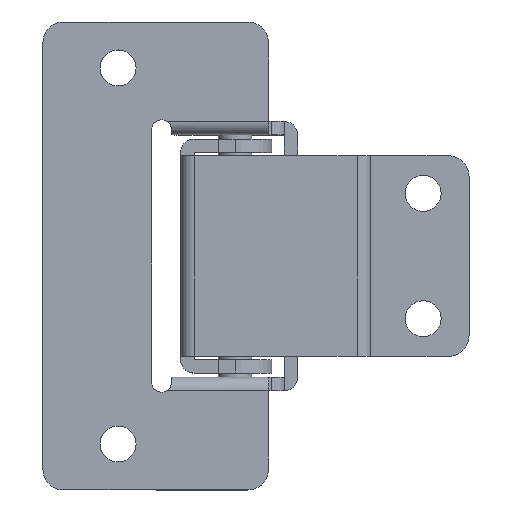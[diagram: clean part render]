
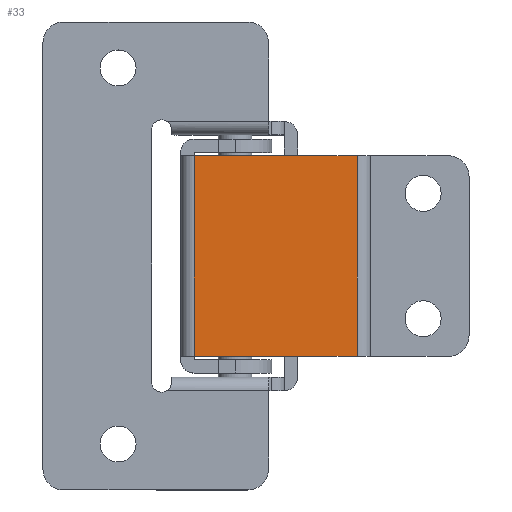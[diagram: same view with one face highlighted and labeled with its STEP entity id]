
A CAD part, top view. The second image highlights one B-rep face of the part: STEP entity #33.
In plain terms, the highlighted planar face has unit normal (0, 0, 1).
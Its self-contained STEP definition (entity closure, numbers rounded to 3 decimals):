
#25 = VERTEX_POINT ( 'NONE', #2605 ) ;
#27 = EDGE_CURVE ( 'NONE', #25, #1400, #2600, .T. ) ;
#30 = ORIENTED_EDGE ( 'NONE', *, *, #1402, .T. ) ;
#31 = EDGE_LOOP ( 'NONE', ( #30, #32, #1486, #1488 ) ) ;
#32 = ORIENTED_EDGE ( 'NONE', *, *, #27, .F. ) ;
#33 = ADVANCED_FACE ( 'NONE', ( #2595 ), #2594, .F. ) ;
#37 = VERTEX_POINT ( 'NONE', #2584 ) ;
#59 = EDGE_CURVE ( 'NONE', #37, #1403, #2620, .T. ) ;
#1400 = VERTEX_POINT ( 'NONE', #2904 ) ;
#1402 = EDGE_CURVE ( 'NONE', #1403, #1400, #2902, .T. ) ;
#1403 = VERTEX_POINT ( 'NONE', #2965 ) ;
#1486 = ORIENTED_EDGE ( 'NONE', *, *, #1487, .F. ) ;
#1487 = EDGE_CURVE ( 'NONE', #37, #25, #3083, .T. ) ;
#1488 = ORIENTED_EDGE ( 'NONE', *, *, #59, .T. ) ;
#2584 = CARTESIAN_POINT ( 'NONE',  ( -4.9, 12., 12. ) ) ;
#2590 = DIRECTION ( 'NONE',  ( -1., 0., 0. ) ) ;
#2591 = DIRECTION ( 'NONE',  ( 0., 0., -1. ) ) ;
#2592 = CARTESIAN_POINT ( 'NONE',  ( -4.9, 12., 12. ) ) ;
#2593 = AXIS2_PLACEMENT_3D ( 'NONE', #2592, #2591, #2590 ) ;
#2594 = PLANE ( 'NONE',  #2593 ) ;
#2595 = FACE_OUTER_BOUND ( 'NONE', #31, .T. ) ;
#2597 = DIRECTION ( 'NONE',  ( 0., -1., 0. ) ) ;
#2598 = VECTOR ( 'NONE', #2597, 1000. ) ;
#2599 = CARTESIAN_POINT ( 'NONE',  ( 14.6, 12., 12. ) ) ;
#2600 = LINE ( 'NONE', #2599, #2598 ) ;
#2605 = CARTESIAN_POINT ( 'NONE',  ( 14.6, 12., 12. ) ) ;
#2617 = DIRECTION ( 'NONE',  ( 0., -1., 0. ) ) ;
#2618 = VECTOR ( 'NONE', #2617, 1000. ) ;
#2619 = CARTESIAN_POINT ( 'NONE',  ( -4.9, 12., 12. ) ) ;
#2620 = LINE ( 'NONE', #2619, #2618 ) ;
#2647 = DIRECTION ( 'NONE',  ( 1., 0., 0. ) ) ;
#2652 = VECTOR ( 'NONE', #2647, 1000. ) ;
#2901 = CARTESIAN_POINT ( 'NONE',  ( -4.9, -12., 12. ) ) ;
#2902 = LINE ( 'NONE', #2901, #2652 ) ;
#2904 = CARTESIAN_POINT ( 'NONE',  ( 14.6, -12., 12. ) ) ;
#2965 = CARTESIAN_POINT ( 'NONE',  ( -4.9, -12., 12. ) ) ;
#3080 = DIRECTION ( 'NONE',  ( 1., 0., 0. ) ) ;
#3081 = VECTOR ( 'NONE', #3080, 1000. ) ;
#3082 = CARTESIAN_POINT ( 'NONE',  ( -4.9, 12., 12. ) ) ;
#3083 = LINE ( 'NONE', #3082, #3081 ) ;
